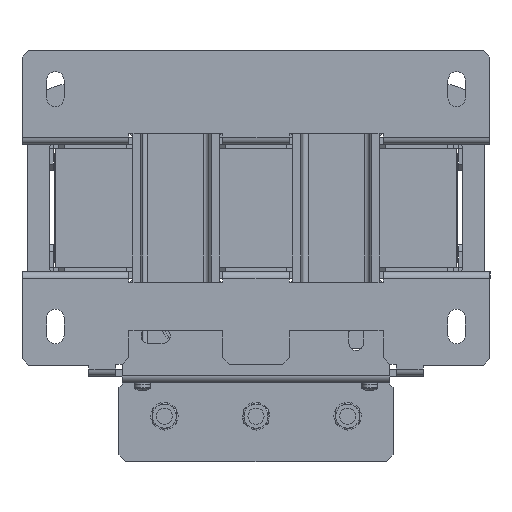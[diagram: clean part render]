
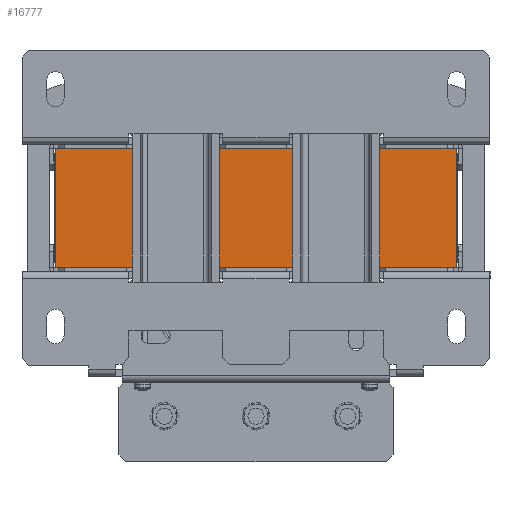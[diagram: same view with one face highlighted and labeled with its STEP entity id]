
A CAD part, front view. The second image highlights one B-rep face of the part: STEP entity #16777.
In plain terms, the highlighted planar face has unit normal (0, -1, 0).
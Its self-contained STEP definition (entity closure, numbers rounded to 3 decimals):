
#2668 = AXIS2_PLACEMENT_3D ( 'NONE', #4991, #4996, #4997 ) ;
#4990 = PLANE ( 'NONE',  #2668 ) ;
#4991 = CARTESIAN_POINT ( 'NONE',  ( -150., -161., 44.75 ) ) ;
#4996 = DIRECTION ( 'NONE',  ( 0., 1., 0. ) ) ;
#4997 = DIRECTION ( 'NONE',  ( 0., 0., 1. ) ) ;
#9973 = EDGE_CURVE ( 'NONE', #30751, #30752, #35157, .T. ) ;
#9988 = EDGE_CURVE ( 'NONE', #30752, #30753, #35168, .T. ) ;
#9991 = EDGE_CURVE ( 'NONE', #30722, #30753, #35192, .T. ) ;
#9996 = EDGE_CURVE ( 'NONE', #30751, #30722, #35190, .T. ) ;
#16777 = ADVANCED_FACE ( 'NONE', ( #35570 ), #4990, .F. ) ;
#21339 = CARTESIAN_POINT ( 'NONE',  ( 150., -161., 44.75 ) ) ;
#21368 = CARTESIAN_POINT ( 'NONE',  ( -150., -161., 44.75 ) ) ;
#21369 = CARTESIAN_POINT ( 'NONE',  ( -150., -161., -44.75 ) ) ;
#21370 = CARTESIAN_POINT ( 'NONE',  ( 150., -161., -44.75 ) ) ;
#29652 = ORIENTED_EDGE ( 'NONE', *, *, #9988, .T. ) ;
#29653 = ORIENTED_EDGE ( 'NONE', *, *, #9991, .F. ) ;
#29654 = ORIENTED_EDGE ( 'NONE', *, *, #9996, .F. ) ;
#29655 = ORIENTED_EDGE ( 'NONE', *, *, #9973, .T. ) ;
#30722 = VERTEX_POINT ( 'NONE', #21339 ) ;
#30751 = VERTEX_POINT ( 'NONE', #21368 ) ;
#30752 = VERTEX_POINT ( 'NONE', #21369 ) ;
#30753 = VERTEX_POINT ( 'NONE', #21370 ) ;
#31986 = EDGE_LOOP ( 'NONE', ( #29652, #29653, #29654, #29655 ) ) ;
#35157 = LINE ( 'NONE', #36660, #35162 ) ;
#35162 = VECTOR ( 'NONE', #36664, 1000. ) ;
#35168 = LINE ( 'NONE', #36674, #35189 ) ;
#35189 = VECTOR ( 'NONE', #36697, 1000. ) ;
#35190 = LINE ( 'NONE', #36712, #35202 ) ;
#35192 = LINE ( 'NONE', #36701, #35195 ) ;
#35195 = VECTOR ( 'NONE', #36702, 1000. ) ;
#35202 = VECTOR ( 'NONE', #36717, 1000. ) ;
#35570 = FACE_OUTER_BOUND ( 'NONE', #31986, .T. ) ;
#36660 = CARTESIAN_POINT ( 'NONE',  ( -150., -161., 44.75 ) ) ;
#36664 = DIRECTION ( 'NONE',  ( 0., 0., -1. ) ) ;
#36674 = CARTESIAN_POINT ( 'NONE',  ( -150., -161., -44.75 ) ) ;
#36697 = DIRECTION ( 'NONE',  ( 1., 0., 0. ) ) ;
#36701 = CARTESIAN_POINT ( 'NONE',  ( 150., -161., 44.75 ) ) ;
#36702 = DIRECTION ( 'NONE',  ( 0., 0., -1. ) ) ;
#36712 = CARTESIAN_POINT ( 'NONE',  ( -150., -161., 44.75 ) ) ;
#36717 = DIRECTION ( 'NONE',  ( 1., 0., 0. ) ) ;
